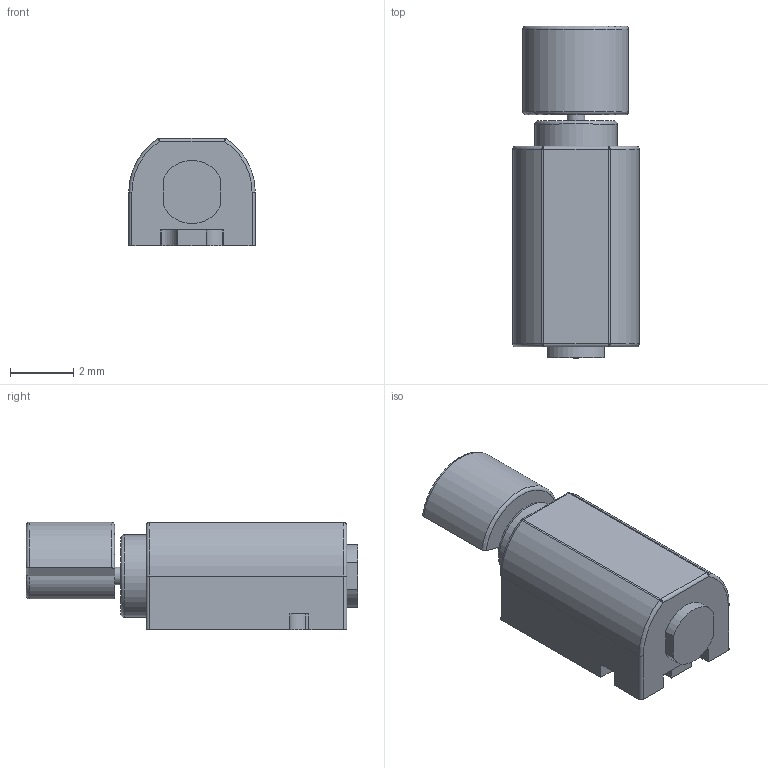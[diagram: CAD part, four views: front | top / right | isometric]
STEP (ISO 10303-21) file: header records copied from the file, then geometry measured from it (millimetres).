
FILE_DESCRIPTION(/* description */ ('STEP AP214'),/* implementation_level */ '2;1');
FILE_NAME(/* name */ '603ecb449575af1436056e5b',/* time_stamp */ '2021-03-02T23:33:25+00:00',/* author */ (''),/* organization */ (''),/* preprocessor_version */ 'ST-DEVELOPER v18.1',/* originating_system */ ' ',/* authorisation */ ' ');
FILE_SCHEMA (('AUTOMOTIVE_DESIGN {1 0 10303 214 3 1 1}'));
Length unit declared in the file: metre
Products named in the file (1): Part 1
Bounding box: 4 x 10.5 x 3.4 mm (x, y, z)
Volume: 98.3 mm3; surface area: 158.2 mm2
Topology: 1 solids, 1 shells, 66 faces, 154 edges, 91 vertices
Faces by surface type: plane 28, cylinder 23, torus 10, sphere 5
Full cylindrical faces by diameter (mm): 0.3 x1, 0.54 x1, 0.55 x1, 2.6 x1
Entity records: 2148 total; most frequent: DIRECTION 327, CARTESIAN_POINT 318, ORIENTED_EDGE 284, EDGE_CURVE 142, AXIS2_PLACEMENT_3D 124, VERTEX_POINT 91, LINE 79, VECTOR 79
